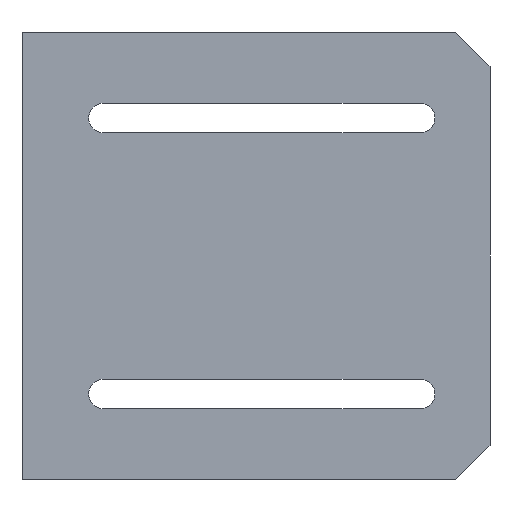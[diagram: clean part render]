
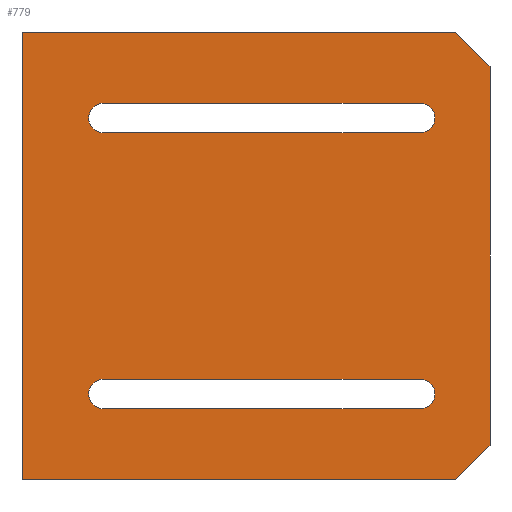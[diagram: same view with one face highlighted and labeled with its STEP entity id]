
A CAD part, front view. The second image highlights one B-rep face of the part: STEP entity #779.
In plain terms, the highlighted planar face has unit normal (0, -1, 0).
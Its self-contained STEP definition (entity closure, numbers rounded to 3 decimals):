
#5 = ORIENTED_EDGE ( 'NONE', *, *, #881, .T. ) ;
#13 = VECTOR ( 'NONE', #61, 1000. ) ;
#22 = ORIENTED_EDGE ( 'NONE', *, *, #976, .T. ) ;
#25 = LINE ( 'NONE', #108, #1075 ) ;
#29 = VERTEX_POINT ( 'NONE', #801 ) ;
#30 = DIRECTION ( 'NONE',  ( 0., 0., 1. ) ) ;
#35 = VERTEX_POINT ( 'NONE', #532 ) ;
#37 = EDGE_CURVE ( 'NONE', #196, #244, #762, .T. ) ;
#38 = DIRECTION ( 'NONE',  ( 0., 0., 1. ) ) ;
#44 = FACE_BOUND ( 'NONE', #172, .T. ) ;
#55 = VECTOR ( 'NONE', #703, 1000. ) ;
#61 = DIRECTION ( 'NONE',  ( 0.707, 0., 0.707 ) ) ;
#65 = ORIENTED_EDGE ( 'NONE', *, *, #518, .T. ) ;
#66 = DIRECTION ( 'NONE',  ( 1., 0., 0. ) ) ;
#72 = DIRECTION ( 'NONE',  ( 0., 0., 1. ) ) ;
#85 = CARTESIAN_POINT ( 'NONE',  ( 63., 0., 32.5 ) ) ;
#108 = CARTESIAN_POINT ( 'NONE',  ( 68., 0., 32.5 ) ) ;
#112 = DIRECTION ( 'NONE',  ( 0., 0., 1. ) ) ;
#119 = DIRECTION ( 'NONE',  ( 0., 0., 1. ) ) ;
#142 = LINE ( 'NONE', #317, #974 ) ;
#160 = EDGE_CURVE ( 'NONE', #1053, #860, #1033, .T. ) ;
#163 = DIRECTION ( 'NONE',  ( 1., 0., 0. ) ) ;
#165 = VECTOR ( 'NONE', #844, 1000. ) ;
#167 = AXIS2_PLACEMENT_3D ( 'NONE', #481, #293, #119 ) ;
#172 = EDGE_LOOP ( 'NONE', ( #697, #65, #657, #512, #668 ) ) ;
#179 = ORIENTED_EDGE ( 'NONE', *, *, #690, .F. ) ;
#196 = VERTEX_POINT ( 'NONE', #614 ) ;
#199 = VERTEX_POINT ( 'NONE', #85 ) ;
#200 = FACE_BOUND ( 'NONE', #683, .T. ) ;
#206 = CIRCLE ( 'NONE', #167, 2.15 ) ;
#223 = AXIS2_PLACEMENT_3D ( 'NONE', #1036, #594, #868 ) ;
#224 = CIRCLE ( 'NONE', #241, 2.15 ) ;
#228 = ORIENTED_EDGE ( 'NONE', *, *, #348, .T. ) ;
#231 = ORIENTED_EDGE ( 'NONE', *, *, #320, .T. ) ;
#237 = DIRECTION ( 'NONE',  ( 1., 0., 0. ) ) ;
#239 = VECTOR ( 'NONE', #237, 1000. ) ;
#241 = AXIS2_PLACEMENT_3D ( 'NONE', #987, #919, #112 ) ;
#244 = VERTEX_POINT ( 'NONE', #385 ) ;
#250 = VERTEX_POINT ( 'NONE', #841 ) ;
#252 = CARTESIAN_POINT ( 'NONE',  ( 11.85, 0., 17.9 ) ) ;
#266 = CARTESIAN_POINT ( 'NONE',  ( 0., 0., -22.2 ) ) ;
#293 = DIRECTION ( 'NONE',  ( 0., 1., 0. ) ) ;
#298 = DIRECTION ( 'NONE',  ( 0., 1., 0. ) ) ;
#317 = CARTESIAN_POINT ( 'NONE',  ( 0., 0., 22.2 ) ) ;
#320 = EDGE_CURVE ( 'NONE', #617, #808, #142, .T. ) ;
#326 = CARTESIAN_POINT ( 'NONE',  ( 68., 0., 27.5 ) ) ;
#337 = CARTESIAN_POINT ( 'NONE',  ( 11.85, 0., -20.05 ) ) ;
#348 = EDGE_CURVE ( 'NONE', #808, #29, #577, .T. ) ;
#360 = ORIENTED_EDGE ( 'NONE', *, *, #745, .T. ) ;
#364 = AXIS2_PLACEMENT_3D ( 'NONE', #337, #1046, #479 ) ;
#365 = AXIS2_PLACEMENT_3D ( 'NONE', #821, #663, #38 ) ;
#366 = ORIENTED_EDGE ( 'NONE', *, *, #1052, .T. ) ;
#376 = EDGE_CURVE ( 'NONE', #29, #378, #446, .T. ) ;
#378 = VERTEX_POINT ( 'NONE', #252 ) ;
#384 = CARTESIAN_POINT ( 'NONE',  ( 68., 0., -27.5 ) ) ;
#385 = CARTESIAN_POINT ( 'NONE',  ( 11.85, 0., -17.9 ) ) ;
#415 = CARTESIAN_POINT ( 'NONE',  ( 0., 0., 32.5 ) ) ;
#446 = LINE ( 'NONE', #621, #55 ) ;
#463 = VERTEX_POINT ( 'NONE', #975 ) ;
#479 = DIRECTION ( 'NONE',  ( 0., 0., 1. ) ) ;
#481 = CARTESIAN_POINT ( 'NONE',  ( 11.85, 0., 20.05 ) ) ;
#485 = VECTOR ( 'NONE', #66, 1000. ) ;
#486 = EDGE_CURVE ( 'NONE', #983, #250, #910, .T. ) ;
#510 = EDGE_LOOP ( 'NONE', ( #804, #360, #179, #909, #22, #366 ) ) ;
#512 = ORIENTED_EDGE ( 'NONE', *, *, #1112, .T. ) ;
#518 = EDGE_CURVE ( 'NONE', #35, #196, #593, .T. ) ;
#532 = CARTESIAN_POINT ( 'NONE',  ( 11.85, 0., -22.2 ) ) ;
#576 = CARTESIAN_POINT ( 'NONE',  ( 0., 0., -32.5 ) ) ;
#577 = CIRCLE ( 'NONE', #223, 2.15 ) ;
#579 = VECTOR ( 'NONE', #678, 1000. ) ;
#585 = LINE ( 'NONE', #851, #485 ) ;
#590 = EDGE_CURVE ( 'NONE', #774, #918, #25, .T. ) ;
#593 = CIRCLE ( 'NONE', #1116, 2.15 ) ;
#594 = DIRECTION ( 'NONE',  ( 0., 1., 0. ) ) ;
#601 = CARTESIAN_POINT ( 'NONE',  ( 57.85, 0., -17.9 ) ) ;
#614 = CARTESIAN_POINT ( 'NONE',  ( 9.7, 0., -20.05 ) ) ;
#617 = VERTEX_POINT ( 'NONE', #1074 ) ;
#621 = CARTESIAN_POINT ( 'NONE',  ( 0., 0., 17.9 ) ) ;
#622 = ORIENTED_EDGE ( 'NONE', *, *, #376, .T. ) ;
#636 = CARTESIAN_POINT ( 'NONE',  ( 57.85, 0., 22.2 ) ) ;
#643 = PLANE ( 'NONE',  #365 ) ;
#657 = ORIENTED_EDGE ( 'NONE', *, *, #37, .T. ) ;
#663 = DIRECTION ( 'NONE',  ( 0., 1., 0. ) ) ;
#668 = ORIENTED_EDGE ( 'NONE', *, *, #486, .T. ) ;
#674 = LINE ( 'NONE', #865, #13 ) ;
#678 = DIRECTION ( 'NONE',  ( -0.707, 0., 0.707 ) ) ;
#683 = EDGE_LOOP ( 'NONE', ( #622, #5, #702, #231, #228 ) ) ;
#690 = EDGE_CURVE ( 'NONE', #1053, #199, #1035, .T. ) ;
#697 = ORIENTED_EDGE ( 'NONE', *, *, #1141, .T. ) ;
#699 = DIRECTION ( 'NONE',  ( 0., 1., 0. ) ) ;
#702 = ORIENTED_EDGE ( 'NONE', *, *, #915, .T. ) ;
#703 = DIRECTION ( 'NONE',  ( -1., 0., 0. ) ) ;
#739 = DIRECTION ( 'NONE',  ( 0., 0., -1. ) ) ;
#745 = EDGE_CURVE ( 'NONE', #774, #199, #933, .T. ) ;
#759 = CARTESIAN_POINT ( 'NONE',  ( 63., 0., 32.5 ) ) ;
#762 = CIRCLE ( 'NONE', #364, 2.15 ) ;
#774 = VERTEX_POINT ( 'NONE', #326 ) ;
#779 = ADVANCED_FACE ( 'NONE', ( #44, #200, #839 ), #643, .F. ) ;
#784 = VECTOR ( 'NONE', #163, 1000. ) ;
#801 = CARTESIAN_POINT ( 'NONE',  ( 57.85, 0., 17.9 ) ) ;
#804 = ORIENTED_EDGE ( 'NONE', *, *, #590, .F. ) ;
#808 = VERTEX_POINT ( 'NONE', #636 ) ;
#815 = VERTEX_POINT ( 'NONE', #1015 ) ;
#821 = CARTESIAN_POINT ( 'NONE',  ( 0., 0., 32.5 ) ) ;
#839 = FACE_OUTER_BOUND ( 'NONE', #510, .T. ) ;
#841 = CARTESIAN_POINT ( 'NONE',  ( 57.85, 0., -22.2 ) ) ;
#844 = DIRECTION ( 'NONE',  ( 0., 0., -1. ) ) ;
#851 = CARTESIAN_POINT ( 'NONE',  ( 0., 0., -32.5 ) ) ;
#857 = DIRECTION ( 'NONE',  ( 1., 0., 0. ) ) ;
#860 = VERTEX_POINT ( 'NONE', #576 ) ;
#865 = CARTESIAN_POINT ( 'NONE',  ( 68., 0., -27.5 ) ) ;
#868 = DIRECTION ( 'NONE',  ( 0., 0., 1. ) ) ;
#880 = DIRECTION ( 'NONE',  ( -1., 0., 0. ) ) ;
#881 = EDGE_CURVE ( 'NONE', #378, #463, #224, .T. ) ;
#884 = LINE ( 'NONE', #266, #979 ) ;
#909 = ORIENTED_EDGE ( 'NONE', *, *, #160, .T. ) ;
#910 = CIRCLE ( 'NONE', #1149, 2.15 ) ;
#915 = EDGE_CURVE ( 'NONE', #463, #617, #206, .T. ) ;
#918 = VERTEX_POINT ( 'NONE', #384 ) ;
#919 = DIRECTION ( 'NONE',  ( 0., 1., 0. ) ) ;
#925 = CARTESIAN_POINT ( 'NONE',  ( 0., 0., 32.5 ) ) ;
#933 = LINE ( 'NONE', #759, #579 ) ;
#940 = CARTESIAN_POINT ( 'NONE',  ( 0., 0., 32.5 ) ) ;
#966 = CARTESIAN_POINT ( 'NONE',  ( 57.85, 0., -20.05 ) ) ;
#974 = VECTOR ( 'NONE', #857, 1000. ) ;
#975 = CARTESIAN_POINT ( 'NONE',  ( 9.7, 0., 20.05 ) ) ;
#976 = EDGE_CURVE ( 'NONE', #860, #815, #585, .T. ) ;
#979 = VECTOR ( 'NONE', #880, 1000. ) ;
#983 = VERTEX_POINT ( 'NONE', #601 ) ;
#987 = CARTESIAN_POINT ( 'NONE',  ( 11.85, 0., 20.05 ) ) ;
#997 = CARTESIAN_POINT ( 'NONE',  ( 11.85, 0., -20.05 ) ) ;
#1015 = CARTESIAN_POINT ( 'NONE',  ( 63., 0., -32.5 ) ) ;
#1033 = LINE ( 'NONE', #925, #165 ) ;
#1035 = LINE ( 'NONE', #940, #239 ) ;
#1036 = CARTESIAN_POINT ( 'NONE',  ( 57.85, 0., 20.05 ) ) ;
#1046 = DIRECTION ( 'NONE',  ( 0., 1., 0. ) ) ;
#1051 = LINE ( 'NONE', #1070, #784 ) ;
#1052 = EDGE_CURVE ( 'NONE', #815, #918, #674, .T. ) ;
#1053 = VERTEX_POINT ( 'NONE', #415 ) ;
#1070 = CARTESIAN_POINT ( 'NONE',  ( 0., 0., -17.9 ) ) ;
#1074 = CARTESIAN_POINT ( 'NONE',  ( 11.85, 0., 22.2 ) ) ;
#1075 = VECTOR ( 'NONE', #739, 1000. ) ;
#1112 = EDGE_CURVE ( 'NONE', #244, #983, #1051, .T. ) ;
#1116 = AXIS2_PLACEMENT_3D ( 'NONE', #997, #298, #30 ) ;
#1141 = EDGE_CURVE ( 'NONE', #250, #35, #884, .T. ) ;
#1149 = AXIS2_PLACEMENT_3D ( 'NONE', #966, #699, #72 ) ;
